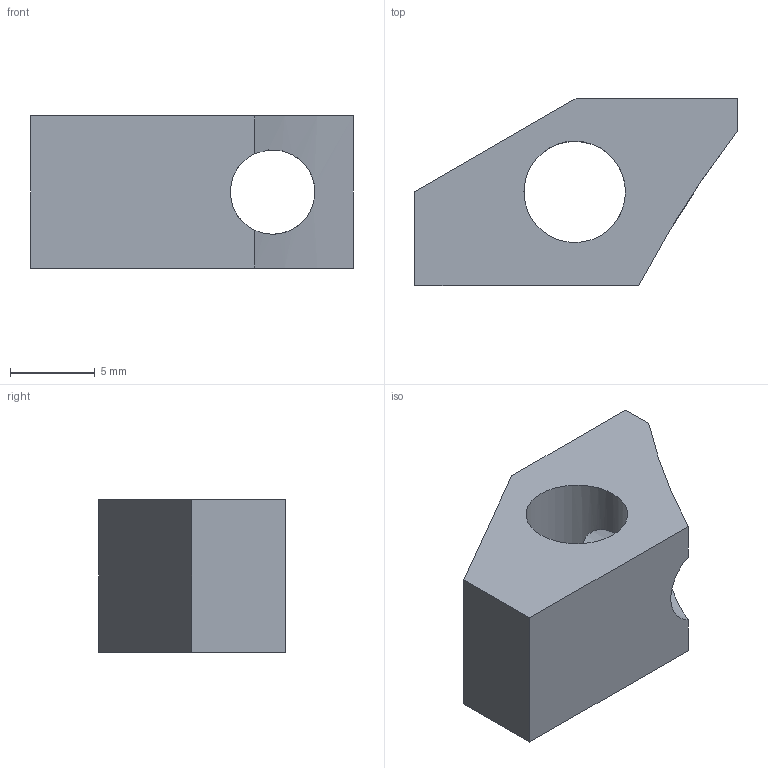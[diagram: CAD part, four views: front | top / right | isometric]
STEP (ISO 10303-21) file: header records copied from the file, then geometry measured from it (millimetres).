
FILE_DESCRIPTION(/* description */ (''),/* implementation_level */ '2;1');
FILE_NAME(/* name */ '18840112-0568-11ec-b2c5-061e4e83ef1b.step',/* time_stamp */ '2021-08-25T05:49:52+00:00',/* author */ (''),/* organization */ (''),/* preprocessor_version */ 'ST-DEVELOPER v18.1',/* originating_system */ 'Autodesk Translation Framework v10.6.0.1341',/* authorisation */ '');
FILE_SCHEMA (('AUTOMOTIVE_DESIGN { 1 0 10303 214 3 1 1 }'));
Length unit declared in the file: centimetre
Products named in the file (1): temp_body
Bounding box: 19.06 x 11.05 x 9 mm (x, y, z)
Volume: 978.7 mm3; surface area: 954.3 mm2
Topology: 1 solids, 1 shells, 10 faces, 28 edges, 19 vertices
Faces by surface type: plane 7, cylinder 3
Full cylindrical faces by diameter (mm): 5 x1, 6 x1
Entity records: 432 total; most frequent: CARTESIAN_POINT 125, ORIENTED_EDGE 56, DIRECTION 53, EDGE_CURVE 28, LINE 19, VECTOR 19, VERTEX_POINT 19, AXIS2_PLACEMENT_3D 17
